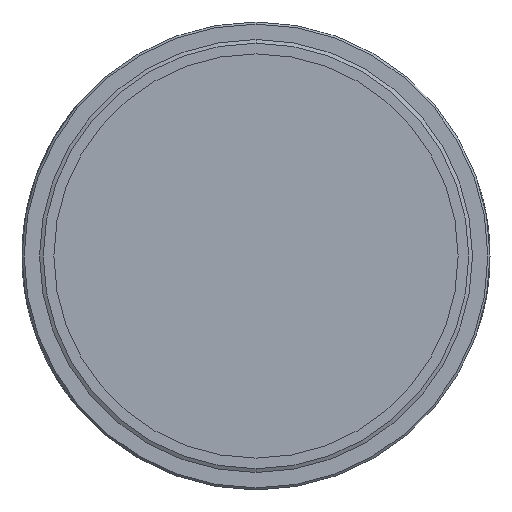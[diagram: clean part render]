
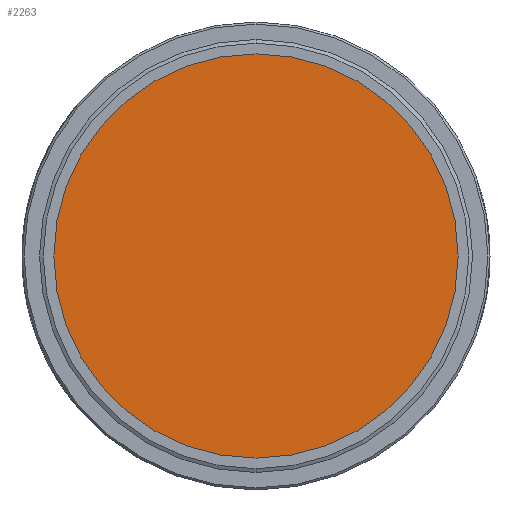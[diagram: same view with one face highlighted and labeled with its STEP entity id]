
A CAD part, left-side view. The second image highlights one B-rep face of the part: STEP entity #2263.
In plain terms, the highlighted planar face has unit normal (-1, 0, 0).
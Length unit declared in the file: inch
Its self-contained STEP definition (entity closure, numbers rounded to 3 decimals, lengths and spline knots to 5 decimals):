
#785 = EDGE_CURVE ( 'NONE', #7486, #15273, #8892, .T. ) ;
#2263 = ADVANCED_FACE ( 'NONE', ( #13186 ), #14256, .F. ) ;
#3107 = CARTESIAN_POINT ( 'NONE',  ( -0.105, 0., 0. ) ) ;
#3378 = EDGE_CURVE ( 'NONE', #15273, #7486, #11749, .T. ) ;
#4307 = DIRECTION ( 'NONE',  ( 1., 0., 0. ) ) ;
#4315 = DIRECTION ( 'NONE',  ( 0., 0., -1. ) ) ;
#6238 = EDGE_LOOP ( 'NONE', ( #9712, #7467 ) ) ;
#7028 = AXIS2_PLACEMENT_3D ( 'NONE', #3107, #11453, #4315 ) ;
#7467 = ORIENTED_EDGE ( 'NONE', *, *, #3378, .F. ) ;
#7486 = VERTEX_POINT ( 'NONE', #8151 ) ;
#7693 = CARTESIAN_POINT ( 'NONE',  ( -0.105, 0., 0.99722 ) ) ;
#8151 = CARTESIAN_POINT ( 'NONE',  ( -0.105, 0., -0.99722 ) ) ;
#8371 = DIRECTION ( 'NONE',  ( 0., 0., -1. ) ) ;
#8892 = CIRCLE ( 'NONE', #12969, 0.99722 ) ;
#9712 = ORIENTED_EDGE ( 'NONE', *, *, #785, .F. ) ;
#11442 = CARTESIAN_POINT ( 'NONE',  ( -0.105, 0., 0. ) ) ;
#11453 = DIRECTION ( 'NONE',  ( 1., 0., 0. ) ) ;
#11749 = CIRCLE ( 'NONE', #7028, 0.99722 ) ;
#11884 = CARTESIAN_POINT ( 'NONE',  ( -0.105, 0., 0. ) ) ;
#12395 = AXIS2_PLACEMENT_3D ( 'NONE', #11884, #15453, #8371 ) ;
#12622 = DIRECTION ( 'NONE',  ( 0., 0., -1. ) ) ;
#12969 = AXIS2_PLACEMENT_3D ( 'NONE', #11442, #4307, #12622 ) ;
#13186 = FACE_OUTER_BOUND ( 'NONE', #6238, .T. ) ;
#14256 = PLANE ( 'NONE',  #12395 ) ;
#15273 = VERTEX_POINT ( 'NONE', #7693 ) ;
#15453 = DIRECTION ( 'NONE',  ( 1., 0., 0. ) ) ;
